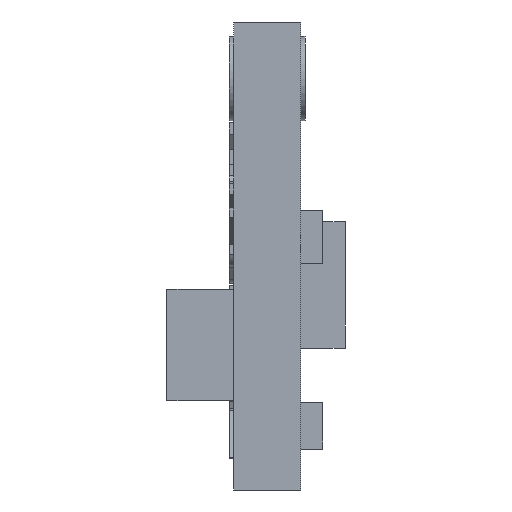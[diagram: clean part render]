
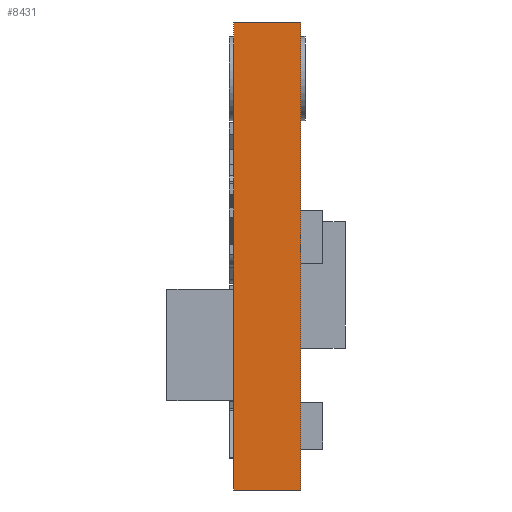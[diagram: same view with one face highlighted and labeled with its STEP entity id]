
A CAD part, left-side view. The second image highlights one B-rep face of the part: STEP entity #8431.
In plain terms, the highlighted planar face has unit normal (-1, 0, 0).
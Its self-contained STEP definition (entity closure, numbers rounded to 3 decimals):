
#276 = CARTESIAN_POINT ( 'NONE',  ( -7.75, 1.5, -5.25 ) ) ;
#278 = EDGE_LOOP ( 'NONE', ( #17719, #18674, #13389, #9644 ) ) ;
#1309 = VECTOR ( 'NONE', #11519, 1000. ) ;
#2075 = EDGE_CURVE ( 'NONE', #9413, #12613, #12663, .T. ) ;
#2659 = CARTESIAN_POINT ( 'NONE',  ( -7.75, 1.5, 5.25 ) ) ;
#3118 = VECTOR ( 'NONE', #21261, 1000. ) ;
#5222 = CARTESIAN_POINT ( 'NONE',  ( -7.75, 1.5, -5.25 ) ) ;
#5755 = DIRECTION ( 'NONE',  ( 1., 0., 0. ) ) ;
#5989 = PLANE ( 'NONE',  #9199 ) ;
#6122 = LINE ( 'NONE', #14936, #1309 ) ;
#7821 = CARTESIAN_POINT ( 'NONE',  ( -7.75, 1.5, 5.25 ) ) ;
#8431 = ADVANCED_FACE ( 'NONE', ( #14694 ), #5989, .F. ) ;
#9199 = AXIS2_PLACEMENT_3D ( 'NONE', #7821, #5755, #12765 ) ;
#9413 = VERTEX_POINT ( 'NONE', #5222 ) ;
#9644 = ORIENTED_EDGE ( 'NONE', *, *, #20131, .T. ) ;
#11519 = DIRECTION ( 'NONE',  ( 0., 0., 1. ) ) ;
#11641 = VECTOR ( 'NONE', #19783, 1000. ) ;
#12613 = VERTEX_POINT ( 'NONE', #2659 ) ;
#12663 = LINE ( 'NONE', #12781, #3118 ) ;
#12765 = DIRECTION ( 'NONE',  ( 0., 1., 0. ) ) ;
#12781 = CARTESIAN_POINT ( 'NONE',  ( -7.75, 1.5, 5.25 ) ) ;
#12789 = EDGE_CURVE ( 'NONE', #12613, #16282, #13767, .T. ) ;
#13389 = ORIENTED_EDGE ( 'NONE', *, *, #2075, .F. ) ;
#13767 = LINE ( 'NONE', #22262, #18068 ) ;
#14694 = FACE_OUTER_BOUND ( 'NONE', #278, .T. ) ;
#14936 = CARTESIAN_POINT ( 'NONE',  ( -7.75, 0., 5.25 ) ) ;
#16110 = LINE ( 'NONE', #276, #11641 ) ;
#16282 = VERTEX_POINT ( 'NONE', #18498 ) ;
#17719 = ORIENTED_EDGE ( 'NONE', *, *, #18182, .T. ) ;
#18068 = VECTOR ( 'NONE', #20776, 1000. ) ;
#18182 = EDGE_CURVE ( 'NONE', #19096, #16282, #6122, .T. ) ;
#18498 = CARTESIAN_POINT ( 'NONE',  ( -7.75, 0., 5.25 ) ) ;
#18674 = ORIENTED_EDGE ( 'NONE', *, *, #12789, .F. ) ;
#19096 = VERTEX_POINT ( 'NONE', #20003 ) ;
#19783 = DIRECTION ( 'NONE',  ( 0., -1., 0. ) ) ;
#20003 = CARTESIAN_POINT ( 'NONE',  ( -7.75, 0., -5.25 ) ) ;
#20131 = EDGE_CURVE ( 'NONE', #9413, #19096, #16110, .T. ) ;
#20776 = DIRECTION ( 'NONE',  ( 0., -1., 0. ) ) ;
#21261 = DIRECTION ( 'NONE',  ( 0., 0., 1. ) ) ;
#22262 = CARTESIAN_POINT ( 'NONE',  ( -7.75, 1.5, 5.25 ) ) ;
